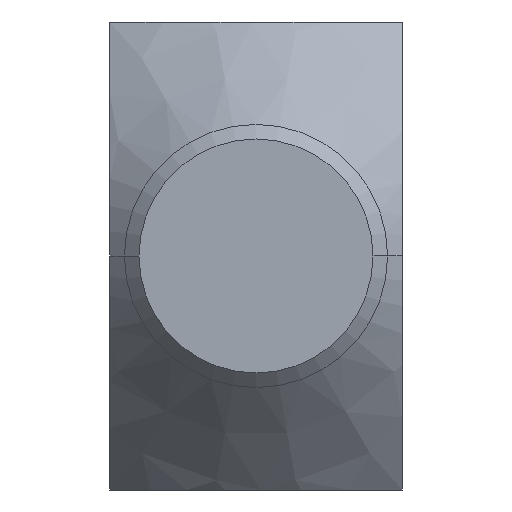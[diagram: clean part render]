
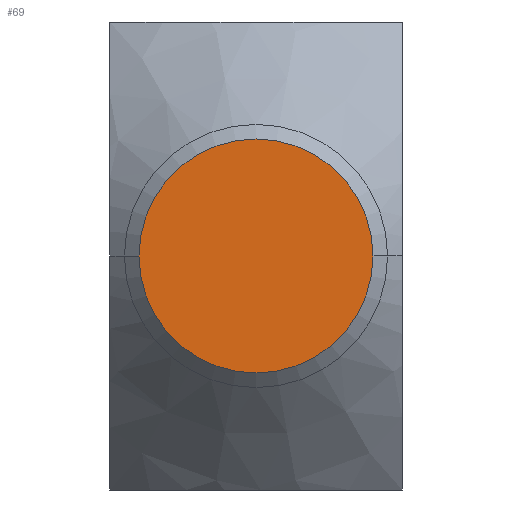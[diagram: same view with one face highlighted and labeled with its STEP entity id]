
A CAD part, left-side view. The second image highlights one B-rep face of the part: STEP entity #69.
In plain terms, the highlighted planar face has unit normal (-1, 0, 0).
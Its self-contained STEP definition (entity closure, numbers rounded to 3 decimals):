
#69=ADVANCED_FACE('',(#133),#134,.T.);
#133=FACE_OUTER_BOUND('',#189,.T.);
#134=PLANE('',#190);
#189=EDGE_LOOP('',(#318,#319));
#190=AXIS2_PLACEMENT_3D('',#320,#321,#322);
#318=ORIENTED_EDGE('',*,*,#354,.T.);
#319=ORIENTED_EDGE('',*,*,#350,.T.);
#320=CARTESIAN_POINT('',(-102.0,0.0,40.0));
#321=DIRECTION('',(-1.0,0.0,0.0));
#322=DIRECTION('',(0.0,0.0,1.0));
#350=EDGE_CURVE('',#414,#412,#415,.T.);
#354=EDGE_CURVE('',#412,#414,#419,.T.);
#412=VERTEX_POINT('',#522);
#414=VERTEX_POINT('',#525);
#415=CIRCLE('',#526,20.0);
#419=CIRCLE('',#531,20.0);
#522=CARTESIAN_POINT('',(-102.0,45.0,0.));
#525=CARTESIAN_POINT('',(-102.0,5.0,0.));
#526=AXIS2_PLACEMENT_3D('',#639,#640,#641);
#531=AXIS2_PLACEMENT_3D('',#646,#647,#648);
#639=CARTESIAN_POINT('',(-102.0,25.0,0.0));
#640=DIRECTION('',(-1.0,0.0,0.0));
#641=DIRECTION('',(0.0,1.0,0.));
#646=CARTESIAN_POINT('',(-102.0,25.0,0.0));
#647=DIRECTION('',(-1.0,0.0,0.0));
#648=DIRECTION('',(0.0,1.0,0.));
